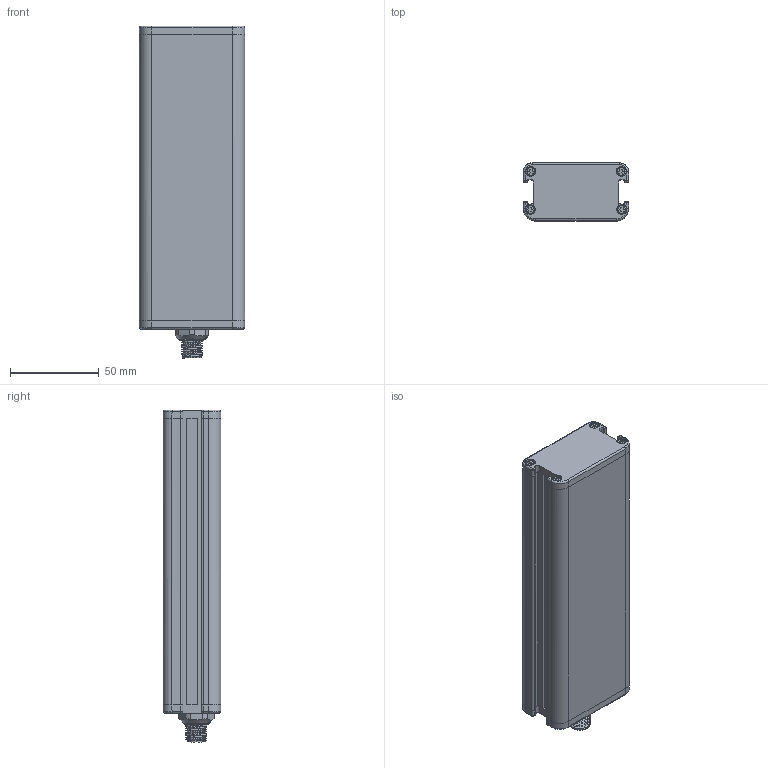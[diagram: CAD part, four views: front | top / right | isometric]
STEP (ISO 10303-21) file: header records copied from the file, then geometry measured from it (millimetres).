
FILE_DESCRIPTION((''),'2;1');
FILE_NAME('155082_SM01_ASM','2025-10-10T14:26:20',('banengservice'),('BANNER ENGINEERING'),'CREO PARAMETRIC BY PTC INC, 2022414','CREO PARAMETRIC BY PTC INC, 2022414','');
FILE_SCHEMA(('CONFIG_CONTROL_DESIGN'));
Length unit declared in the file: millimetre
Products named in the file (2): 155082_EP01; 155082_SM01_ASM
Assembly tree (1 placements, depth 2):
  155082_SM01_ASM
    155082_EP01
Bounding box: 59.4 x 32.6 x 187.16 mm (x, y, z)
Volume: 284006 mm3; surface area: 46552.6 mm2
Topology: 1 solids, 1 shells, 466 faces, 1310 edges, 842 vertices
Faces by surface type: plane 255, cylinder 145, bspline 32, torus 16, cone 10, sphere 8
Entity records: 23168 total; most frequent: CARTESIAN_POINT 11216, ORIENTED_EDGE 2620, DIRECTION 2345, EDGE_CURVE 1310, VERTEX_POINT 842, AXIS2_PLACEMENT_3D 789, VECTOR 767, LINE 767
